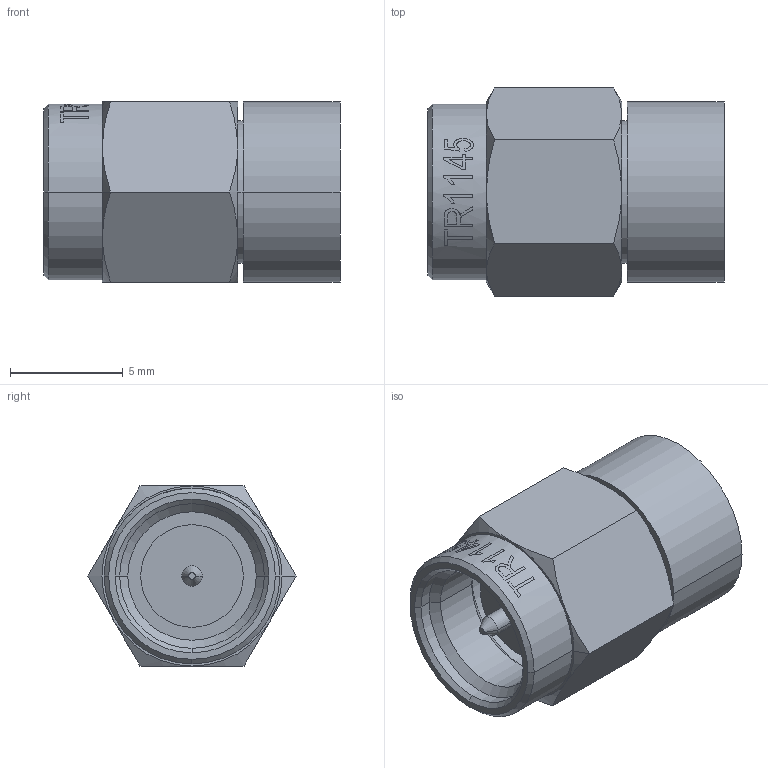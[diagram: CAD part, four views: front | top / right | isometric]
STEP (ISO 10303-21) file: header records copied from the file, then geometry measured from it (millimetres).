
FILE_DESCRIPTION (( 'STEP AP214' ), '1' );
FILE_NAME ('LCTR1145_3D.step', '2023-05-10T14:51:04', ( '' ), ( '' ), 'SwSTEP 2.0', 'SolidWorks 2022', '' );
FILE_SCHEMA (( 'AUTOMOTIVE_DESIGN' ));
Length unit declared in the file: millimetre
Products named in the file (1): LCTR1145_3D
Bounding box: 13.15 x 9.24 x 8 mm (x, y, z)
Volume: 576.2 mm3; surface area: 595.8 mm2
Topology: 1 solids, 1 shells, 64 faces, 185 edges, 137 vertices
Faces by surface type: cone 26, cylinder 24, plane 14
Entity records: 2691 total; most frequent: CARTESIAN_POINT 885, ORIENTED_EDGE 370, DIRECTION 342, EDGE_CURVE 185, AXIS2_PLACEMENT_3D 143, VERTEX_POINT 137, EDGE_LOOP 78, CIRCLE 78
